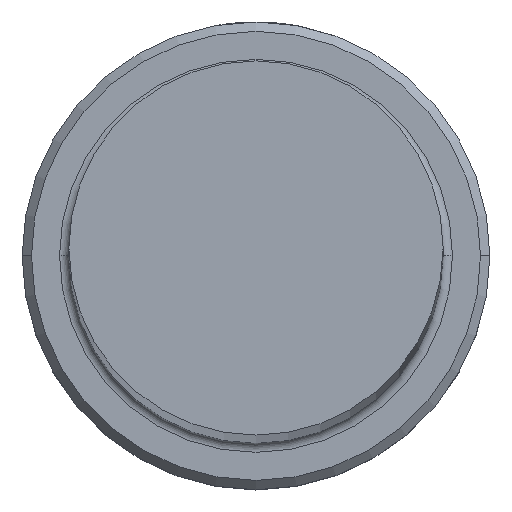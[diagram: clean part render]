
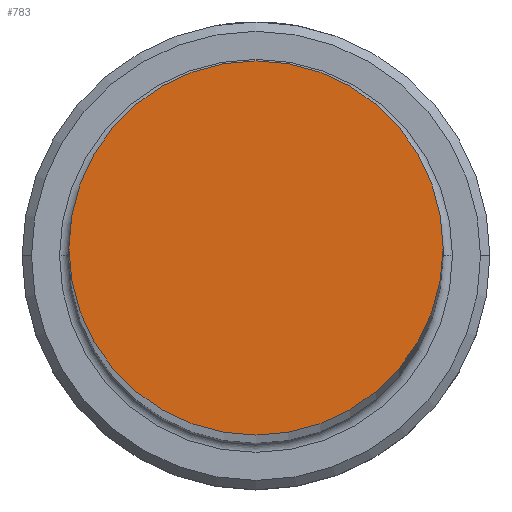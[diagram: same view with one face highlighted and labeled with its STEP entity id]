
A CAD part, top view. The second image highlights one B-rep face of the part: STEP entity #783.
In plain terms, the highlighted planar face has unit normal (0, 0, 1).
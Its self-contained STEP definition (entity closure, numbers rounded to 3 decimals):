
#102 = EDGE_LOOP ( 'NONE', ( #566, #305 ) ) ;
#125 = CIRCLE ( 'NONE', #945, 10. ) ;
#136 = EDGE_CURVE ( 'NONE', #1169, #1053, #207, .T. ) ;
#207 = CIRCLE ( 'NONE', #824, 10. ) ;
#214 = EDGE_CURVE ( 'NONE', #1053, #1169, #125, .T. ) ;
#292 = DIRECTION ( 'NONE',  ( 1., 0., 0. ) ) ;
#305 = ORIENTED_EDGE ( 'NONE', *, *, #214, .T. ) ;
#367 = CARTESIAN_POINT ( 'NONE',  ( -10., 0., 250. ) ) ;
#555 = CARTESIAN_POINT ( 'NONE',  ( 10., 0., 250. ) ) ;
#566 = ORIENTED_EDGE ( 'NONE', *, *, #136, .T. ) ;
#577 = DIRECTION ( 'NONE',  ( 1., 0., 0. ) ) ;
#662 = DIRECTION ( 'NONE',  ( 0., 0., 1. ) ) ;
#672 = DIRECTION ( 'NONE',  ( 0., 0., 1. ) ) ;
#702 = AXIS2_PLACEMENT_3D ( 'NONE', #1196, #854, #292 ) ;
#755 = DIRECTION ( 'NONE',  ( 1., 0., 0. ) ) ;
#766 = PLANE ( 'NONE',  #702 ) ;
#770 = CARTESIAN_POINT ( 'NONE',  ( 0., 0., 250. ) ) ;
#783 = ADVANCED_FACE ( 'NONE', ( #955 ), #766, .T. ) ;
#824 = AXIS2_PLACEMENT_3D ( 'NONE', #845, #662, #755 ) ;
#845 = CARTESIAN_POINT ( 'NONE',  ( 0., 0., 250. ) ) ;
#854 = DIRECTION ( 'NONE',  ( 0., 0., 1. ) ) ;
#945 = AXIS2_PLACEMENT_3D ( 'NONE', #770, #672, #577 ) ;
#955 = FACE_OUTER_BOUND ( 'NONE', #102, .T. ) ;
#1053 = VERTEX_POINT ( 'NONE', #555 ) ;
#1169 = VERTEX_POINT ( 'NONE', #367 ) ;
#1196 = CARTESIAN_POINT ( 'NONE',  ( 0., 0., 250. ) ) ;
